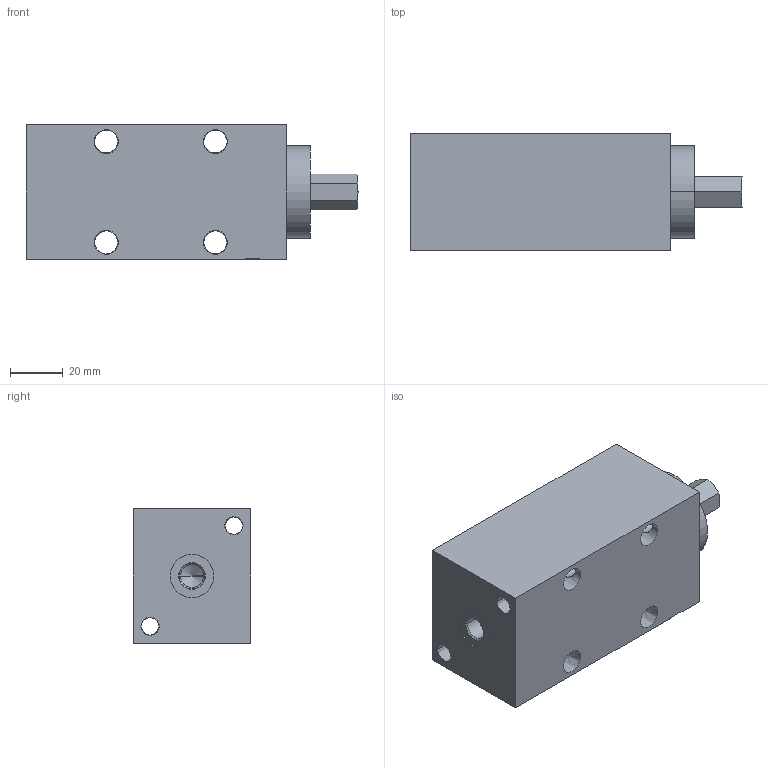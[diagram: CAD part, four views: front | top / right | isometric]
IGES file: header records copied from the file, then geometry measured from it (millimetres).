
Start section:  PTC IGES file: ilcm45589000.igs
Global section: file name: ilcm45589000.igs; native system: Pro/ENGINEER by Parametric Technology Corporation; preprocessor: 2004290; author: KR; organization: Unknown; date: 060602.093017; units: millimetre
Bounding box: 125.6 x 44.45 x 50.8 mm (x, y, z)
Surface area: 35199.4 mm2 (no closed solid volume)
Topology: 0 solids, 0 shells, 85 faces, 412 edges, 408 vertices
Faces by surface type: revolution 63, bspline 22
